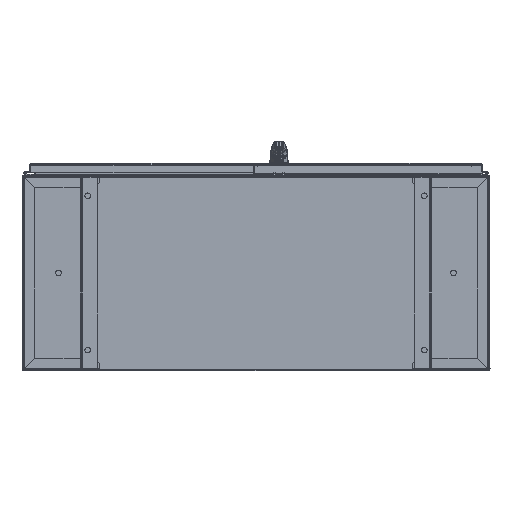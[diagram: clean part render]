
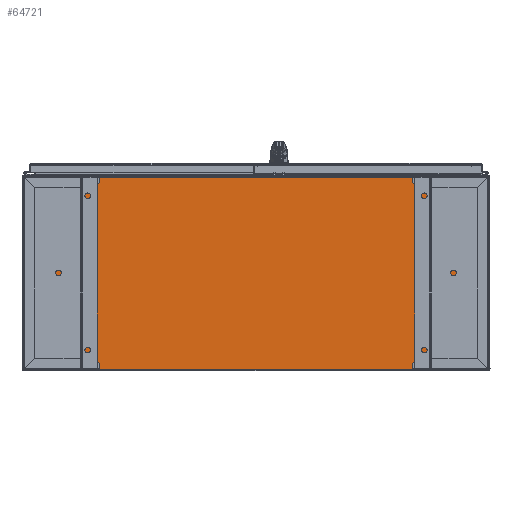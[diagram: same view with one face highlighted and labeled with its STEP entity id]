
A CAD part, front view. The second image highlights one B-rep face of the part: STEP entity #64721.
In plain terms, the highlighted face is planar.
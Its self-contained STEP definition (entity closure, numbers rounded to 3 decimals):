
#11571=PLANE('',#67688);
#12856=FACE_OUTER_BOUND('',#15721,.T.);
#15721=EDGE_LOOP('',(#51122,#51123,#51124,#51125));
#18754=LINE('',#91298,#23709);
#18759=LINE('',#91314,#23714);
#18762=LINE('',#91320,#23717);
#18763=LINE('',#91321,#23718);
#23709=VECTOR('',#74161,47.917);
#23714=VECTOR('',#74182,19.776);
#23717=VECTOR('',#74187,19.776);
#23718=VECTOR('',#74188,47.917);
#32034=VERTEX_POINT('',#91295);
#32035=VERTEX_POINT('',#91297);
#32038=VERTEX_POINT('',#91313);
#32040=VERTEX_POINT('',#91319);
#40923=EDGE_CURVE('',#32035,#32034,#18754,.T.);
#40931=EDGE_CURVE('',#32035,#32038,#18759,.T.);
#40934=EDGE_CURVE('',#32040,#32034,#18762,.T.);
#40935=EDGE_CURVE('',#32038,#32040,#18763,.T.);
#51122=ORIENTED_EDGE('',*,*,#40923,.T.);
#51123=ORIENTED_EDGE('',*,*,#40934,.F.);
#51124=ORIENTED_EDGE('',*,*,#40935,.F.);
#51125=ORIENTED_EDGE('',*,*,#40931,.F.);
#64721=ADVANCED_FACE('',(#12856),#11571,.F.);
#67688=AXIS2_PLACEMENT_3D('',#91318,#74185,#74186);
#74161=DIRECTION('',(1.,0.,0.));
#74182=DIRECTION('',(0.,-1.,0.));
#74185=DIRECTION('center_axis',(0.,0.,1.));
#74186=DIRECTION('ref_axis',(1.,0.,0.));
#74187=DIRECTION('',(0.,1.,0.));
#74188=DIRECTION('',(1.,0.,0.));
#91295=CARTESIAN_POINT('',(47.917,19.776,0.));
#91297=CARTESIAN_POINT('',(0.,19.776,0.));
#91298=CARTESIAN_POINT('',(11.979,19.776,0.));
#91313=CARTESIAN_POINT('',(0.,0.,0.));
#91314=CARTESIAN_POINT('',(0.,20.021,0.));
#91318=CARTESIAN_POINT('Origin',(23.959,10.011,0.));
#91319=CARTESIAN_POINT('',(47.917,0.,0.));
#91320=CARTESIAN_POINT('',(47.917,0.,0.));
#91321=CARTESIAN_POINT('',(0.,0.,0.));
